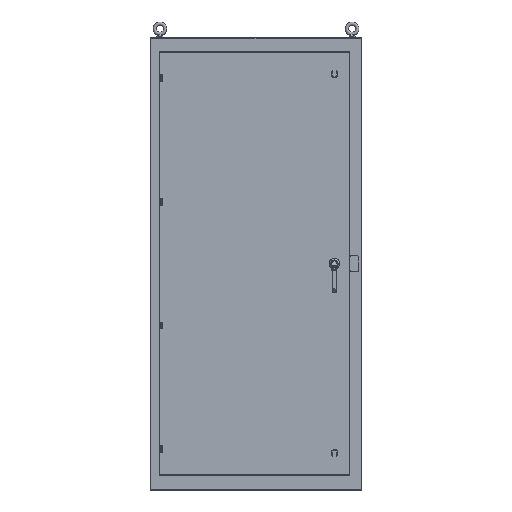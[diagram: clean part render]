
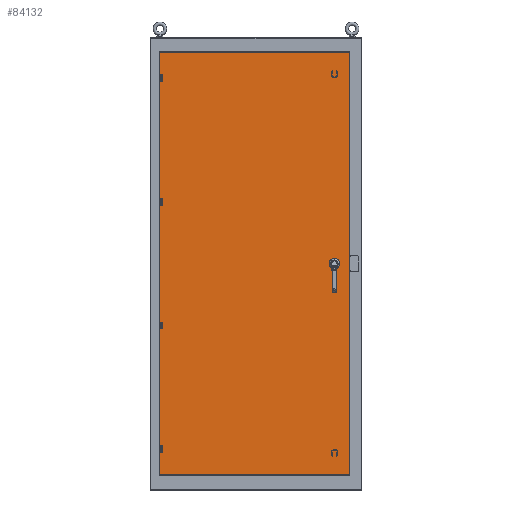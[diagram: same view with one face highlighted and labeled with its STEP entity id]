
A CAD part, top view. The second image highlights one B-rep face of the part: STEP entity #84132.
In plain terms, the highlighted planar face has unit normal (0, 0, 1).
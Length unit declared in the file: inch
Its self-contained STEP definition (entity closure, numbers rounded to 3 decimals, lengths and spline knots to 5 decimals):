
#9411 = AXIS2_PLACEMENT_3D ( 'NONE', #62291, #106987, #91756 ) ;
#14759 = ORIENTED_EDGE ( 'NONE', *, *, #71480, .T. ) ;
#15908 = CARTESIAN_POINT ( 'NONE',  ( -0.2812, -40.15, 13.058 ) ) ;
#16149 = EDGE_CURVE ( 'NONE', #172872, #187452, #108297, .T. ) ;
#18881 = EDGE_LOOP ( 'NONE', ( #180246 ) ) ;
#21126 = ORIENTED_EDGE ( 'NONE', *, *, #30474, .T. ) ;
#25967 = LINE ( 'NONE', #84067, #113418 ) ;
#30474 = EDGE_CURVE ( 'NONE', #187452, #165561, #88311, .T. ) ;
#37786 = CARTESIAN_POINT ( 'NONE',  ( -18.2749, 0., 13.058 ) ) ;
#38718 = DIRECTION ( 'NONE',  ( 0., -1., 0. ) ) ;
#41194 = DIRECTION ( 'NONE',  ( -1., 0., 0. ) ) ;
#45516 = EDGE_CURVE ( 'NONE', #165561, #134590, #25967, .T. ) ;
#48928 = FACE_OUTER_BOUND ( 'NONE', #187617, .T. ) ;
#59907 = ORIENTED_EDGE ( 'NONE', *, *, #16149, .T. ) ;
#62291 = CARTESIAN_POINT ( 'NONE',  ( -0.2812, 0., 13.058 ) ) ;
#63479 = VECTOR ( 'NONE', #41194, 39.37008 ) ;
#66534 = CARTESIAN_POINT ( 'NONE',  ( 14.90384, 0., 13.058 ) ) ;
#71480 = EDGE_CURVE ( 'NONE', #134590, #172872, #82149, .T. ) ;
#78726 = EDGE_CURVE ( 'NONE', #105680, #105680, #154574, .T. ) ;
#82149 = LINE ( 'NONE', #84980, #63479 ) ;
#84067 = CARTESIAN_POINT ( 'NONE',  ( 17.7125, 0., 13.058 ) ) ;
#84132 = ADVANCED_FACE ( 'NONE', ( #135545, #48928 ), #163119, .F. ) ;
#84980 = CARTESIAN_POINT ( 'NONE',  ( -0.2812, 40.15, 13.058 ) ) ;
#88311 = LINE ( 'NONE', #15908, #167134 ) ;
#91756 = DIRECTION ( 'NONE',  ( -1., 0., 0. ) ) ;
#93214 = DIRECTION ( 'NONE',  ( -1., 0., 0. ) ) ;
#96455 = DIRECTION ( 'NONE',  ( 0., 1., 0. ) ) ;
#105680 = VERTEX_POINT ( 'NONE', #118076 ) ;
#106987 = DIRECTION ( 'NONE',  ( 0., 0., -1. ) ) ;
#108297 = LINE ( 'NONE', #37786, #185815 ) ;
#112963 = ORIENTED_EDGE ( 'NONE', *, *, #45516, .T. ) ;
#113418 = VECTOR ( 'NONE', #96455, 39.37008 ) ;
#117846 = DIRECTION ( 'NONE',  ( 1., 0., 0. ) ) ;
#118076 = CARTESIAN_POINT ( 'NONE',  ( 14.47077, 0., 13.058 ) ) ;
#133454 = AXIS2_PLACEMENT_3D ( 'NONE', #66534, #151232, #93214 ) ;
#134590 = VERTEX_POINT ( 'NONE', #140577 ) ;
#135545 = FACE_BOUND ( 'NONE', #18881, .T. ) ;
#140577 = CARTESIAN_POINT ( 'NONE',  ( 17.7125, 40.15, 13.058 ) ) ;
#151232 = DIRECTION ( 'NONE',  ( 0., 0., -1. ) ) ;
#154574 = CIRCLE ( 'NONE', #133454, 0.43307 ) ;
#161754 = CARTESIAN_POINT ( 'NONE',  ( -18.2749, -40.15, 13.058 ) ) ;
#163119 = PLANE ( 'NONE',  #9411 ) ;
#165561 = VERTEX_POINT ( 'NONE', #183241 ) ;
#167134 = VECTOR ( 'NONE', #117846, 39.37008 ) ;
#172872 = VERTEX_POINT ( 'NONE', #183706 ) ;
#180246 = ORIENTED_EDGE ( 'NONE', *, *, #78726, .T. ) ;
#183241 = CARTESIAN_POINT ( 'NONE',  ( 17.7125, -40.15, 13.058 ) ) ;
#183706 = CARTESIAN_POINT ( 'NONE',  ( -18.2749, 40.15, 13.058 ) ) ;
#185815 = VECTOR ( 'NONE', #38718, 39.37008 ) ;
#187452 = VERTEX_POINT ( 'NONE', #161754 ) ;
#187617 = EDGE_LOOP ( 'NONE', ( #59907, #21126, #112963, #14759 ) ) ;
